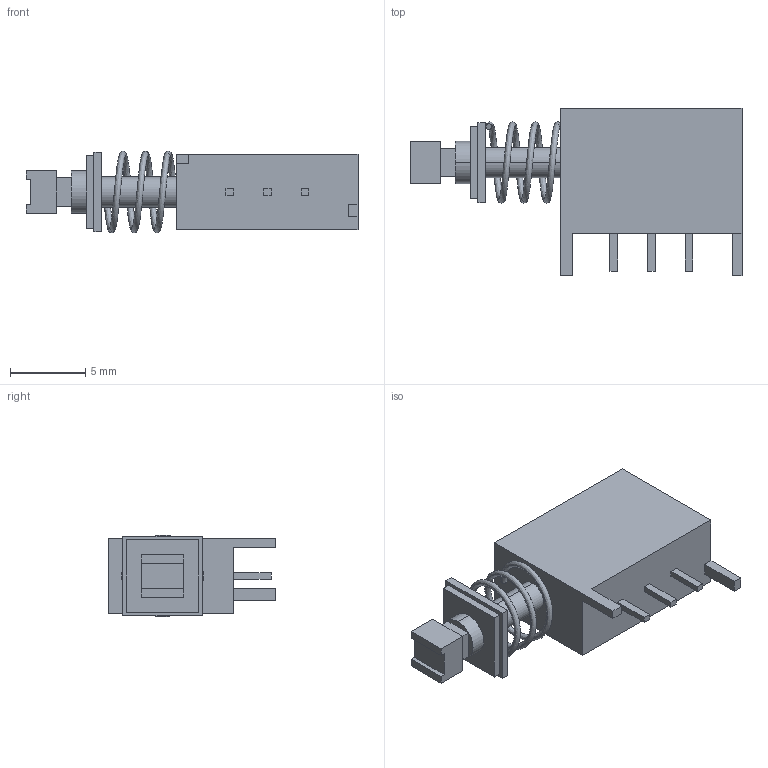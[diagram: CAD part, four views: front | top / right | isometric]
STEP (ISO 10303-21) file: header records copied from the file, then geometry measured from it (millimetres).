
FILE_DESCRIPTION (( 'STEP AP214' ), '1' );
FILE_NAME ('User Library-PN11SBSA03QE CK switch.STEP', '2019-01-26T22:58:45', ( '' ), ( '' ), 'SwSTEP 2.0', 'SolidWorks 2019', '' );
FILE_SCHEMA (( 'AUTOMOTIVE_DESIGN' ));
Length unit declared in the file: millimetre
Products named in the file (1): User Library-PN11SBSA03QE CK switch
Bounding box: 22 x 11.1 x 5.4 mm (x, y, z)
Volume: 573.5 mm3; surface area: 641.4 mm2
Topology: 2 solids, 2 shells, 62 faces, 147 edges, 98 vertices
Faces by surface type: plane 56, cylinder 4, bspline 2
Entity records: 3077 total; most frequent: CARTESIAN_POINT 1120, ORIENTED_EDGE 294, DIRECTION 279, EDGE_CURVE 147, LINE 133, VECTOR 133, VERTEX_POINT 98, AXIS2_PLACEMENT_3D 73
